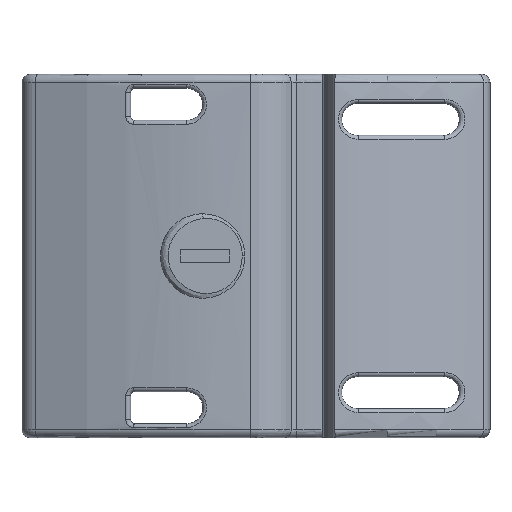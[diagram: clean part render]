
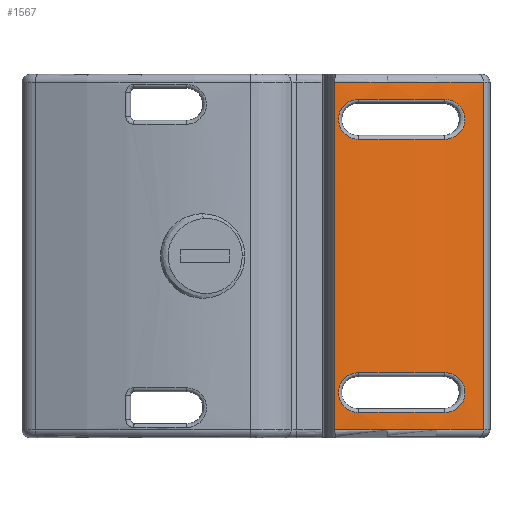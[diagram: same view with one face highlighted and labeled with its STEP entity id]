
A CAD part, front view. The second image highlights one B-rep face of the part: STEP entity #1567.
In plain terms, the highlighted cylindrical face has radius 76.2 mm (diameter 152.4 mm), a partial arc.
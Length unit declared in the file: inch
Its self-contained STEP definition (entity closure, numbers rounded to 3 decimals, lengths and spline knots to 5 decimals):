
#38=FACE_BOUND('',#428,.T.);
#39=FACE_BOUND('',#429,.T.);
#73=CYLINDRICAL_SURFACE('',#1743,3.);
#112=B_SPLINE_CURVE_WITH_KNOTS('',3,(#3376,#3377,#3378,#3379,#3380,#3381,
#3382,#3383,#3384,#3385),.UNSPECIFIED.,.F.,.F.,(4,1,1,1,1,1,1,4),(-1.38027,
-1.18309,-0.98591,-0.78873,-0.59154,
-0.39436,-0.19718,0.),.UNSPECIFIED.);
#113=B_SPLINE_CURVE_WITH_KNOTS('',3,(#3389,#3390,#3391,#3392,#3393,#3394,
#3395,#3396,#3397,#3398),.UNSPECIFIED.,.F.,.F.,(4,1,1,1,1,1,1,4),(-1.30055,
-1.11476,-0.92896,-0.74317,-0.55738,
-0.37159,-0.18579,0.),.UNSPECIFIED.);
#114=B_SPLINE_CURVE_WITH_KNOTS('',3,(#3402,#3403,#3404,#3405,#3406,#3407,
#3408,#3409,#3410),.UNSPECIFIED.,.F.,.F.,(4,1,1,1,1,1,4),(-1.38027,
-1.18309,-0.98591,-0.78873,-0.59154,
-0.19718,0.),.UNSPECIFIED.);
#115=B_SPLINE_CURVE_WITH_KNOTS('',3,(#3414,#3415,#3416,#3417,#3418,#3419,
#3420,#3421,#3422,#3423),.UNSPECIFIED.,.F.,.F.,(4,1,1,1,1,1,1,4),(-1.30055,
-1.11476,-0.92896,-0.74317,-0.55738,
-0.18579,-0.13934,0.),.UNSPECIFIED.);
#194=CIRCLE('',#1738,3.);
#197=CIRCLE('',#1742,3.);
#198=CIRCLE('',#1744,3.);
#199=CIRCLE('',#1745,3.);
#200=CIRCLE('',#1746,3.);
#201=CIRCLE('',#1747,3.);
#321=FACE_OUTER_BOUND('',#427,.T.);
#427=EDGE_LOOP('',(#1343,#1344,#1345,#1346));
#428=EDGE_LOOP('',(#1347,#1348,#1349,#1350));
#429=EDGE_LOOP('',(#1351,#1352,#1353,#1354));
#519=LINE('',#3314,#605);
#526=LINE('',#3373,#612);
#605=VECTOR('',#2116,1.);
#612=VECTOR('',#2155,0.3937);
#727=VERTEX_POINT('',#3300);
#728=VERTEX_POINT('',#3313);
#739=VERTEX_POINT('',#3365);
#740=VERTEX_POINT('',#3369);
#741=VERTEX_POINT('',#3374);
#742=VERTEX_POINT('',#3375);
#743=VERTEX_POINT('',#3386);
#744=VERTEX_POINT('',#3388);
#745=VERTEX_POINT('',#3400);
#746=VERTEX_POINT('',#3401);
#747=VERTEX_POINT('',#3411);
#748=VERTEX_POINT('',#3413);
#928=EDGE_CURVE('',#728,#727,#519,.T.);
#943=EDGE_CURVE('',#728,#739,#194,.T.);
#946=EDGE_CURVE('',#740,#727,#197,.T.);
#947=EDGE_CURVE('',#739,#740,#526,.T.);
#948=EDGE_CURVE('',#741,#742,#112,.T.);
#949=EDGE_CURVE('',#743,#741,#198,.T.);
#950=EDGE_CURVE('',#744,#743,#113,.T.);
#951=EDGE_CURVE('',#742,#744,#199,.T.);
#952=EDGE_CURVE('',#745,#746,#114,.T.);
#953=EDGE_CURVE('',#747,#745,#200,.T.);
#954=EDGE_CURVE('',#748,#747,#115,.T.);
#955=EDGE_CURVE('',#746,#748,#201,.T.);
#1343=ORIENTED_EDGE('',*,*,#928,.T.);
#1344=ORIENTED_EDGE('',*,*,#946,.F.);
#1345=ORIENTED_EDGE('',*,*,#947,.F.);
#1346=ORIENTED_EDGE('',*,*,#943,.F.);
#1347=ORIENTED_EDGE('',*,*,#948,.F.);
#1348=ORIENTED_EDGE('',*,*,#949,.F.);
#1349=ORIENTED_EDGE('',*,*,#950,.F.);
#1350=ORIENTED_EDGE('',*,*,#951,.F.);
#1351=ORIENTED_EDGE('',*,*,#952,.F.);
#1352=ORIENTED_EDGE('',*,*,#953,.F.);
#1353=ORIENTED_EDGE('',*,*,#954,.F.);
#1354=ORIENTED_EDGE('',*,*,#955,.F.);
#1567=ADVANCED_FACE('',(#321,#38,#39),#73,.T.);
#1738=AXIS2_PLACEMENT_3D('',#3366,#2143,#2144);
#1742=AXIS2_PLACEMENT_3D('',#3371,#2151,#2152);
#1743=AXIS2_PLACEMENT_3D('',#3372,#2153,#2154);
#1744=AXIS2_PLACEMENT_3D('',#3387,#2156,#2157);
#1745=AXIS2_PLACEMENT_3D('',#3399,#2158,#2159);
#1746=AXIS2_PLACEMENT_3D('',#3412,#2160,#2161);
#1747=AXIS2_PLACEMENT_3D('',#3424,#2162,#2163);
#2116=DIRECTION('',(0.,0.,-1.));
#2143=DIRECTION('center_axis',(0.,0.,
1.));
#2144=DIRECTION('ref_axis',(0.323,-0.946,0.));
#2151=DIRECTION('center_axis',(0.,0.,
-1.));
#2152=DIRECTION('ref_axis',(0.323,-0.946,0.));
#2153=DIRECTION('center_axis',(0.,0.,
-1.));
#2154=DIRECTION('ref_axis',(0.564,-0.826,0.));
#2155=DIRECTION('',(0.,0.,-1.));
#2156=DIRECTION('center_axis',(0.,0.,
1.));
#2157=DIRECTION('ref_axis',(0.343,-0.939,0.));
#2158=DIRECTION('center_axis',(0.,0.,
-1.));
#2159=DIRECTION('ref_axis',(0.343,-0.939,0.));
#2160=DIRECTION('center_axis',(0.,0.,
1.));
#2161=DIRECTION('ref_axis',(0.343,-0.939,0.));
#2162=DIRECTION('center_axis',(0.,0.,
-1.));
#2163=DIRECTION('ref_axis',(0.343,-0.939,0.));
#3300=CARTESIAN_POINT('',(-12.10031,8.3331,-2.52602));
#3313=CARTESIAN_POINT('',(-12.10031,8.3331,0.29698));
#3314=CARTESIAN_POINT('',(-12.10031,8.3331,0.57834));
#3365=CARTESIAN_POINT('',(-10.89551,8.81628,0.29698));
#3366=CARTESIAN_POINT('Origin',(-12.58815,11.29317,0.29698));
#3369=CARTESIAN_POINT('',(-10.89551,8.81628,-2.52602));
#3371=CARTESIAN_POINT('Origin',(-12.58815,11.29317,-2.52602));
#3372=CARTESIAN_POINT('Origin',(-12.58815,11.29317,0.35948));
#3373=CARTESIAN_POINT('',(-10.89551,8.81628,0.35948));
#3374=CARTESIAN_POINT('',(-11.20665,8.63019,-0.16677));
#3375=CARTESIAN_POINT('',(-11.20665,8.63019,0.15573));
#3376=CARTESIAN_POINT('Ctrl Pts',(-11.20665,8.63019,-0.16677));
#3377=CARTESIAN_POINT('Ctrl Pts',(-11.18343,8.64223,-0.16677));
#3378=CARTESIAN_POINT('Ctrl Pts',(-11.13736,8.66694,-0.15692));
#3379=CARTESIAN_POINT('Ctrl Pts',(-11.07885,8.70027,-0.11422));
#3380=CARTESIAN_POINT('Ctrl Pts',(-11.0423,8.72209,-0.04594));
#3381=CARTESIAN_POINT('Ctrl Pts',(-11.0422,8.72216,0.03498));
#3382=CARTESIAN_POINT('Ctrl Pts',(-11.07883,8.70029,0.10313));
#3383=CARTESIAN_POINT('Ctrl Pts',(-11.13734,8.66696,0.14589));
#3384=CARTESIAN_POINT('Ctrl Pts',(-11.18343,8.64223,0.15573));
#3385=CARTESIAN_POINT('Ctrl Pts',(-11.20665,8.63019,0.15573));
#3386=CARTESIAN_POINT('',(-11.90795,8.3713,-0.16677));
#3387=CARTESIAN_POINT('Origin',(-12.58815,11.29317,-0.16677));
#3388=CARTESIAN_POINT('',(-11.90795,8.3713,0.15573));
#3389=CARTESIAN_POINT('Ctrl Pts',(-11.90795,8.3713,0.15573));
#3390=CARTESIAN_POINT('Ctrl Pts',(-11.93195,8.36571,0.15573));
#3391=CARTESIAN_POINT('Ctrl Pts',(-11.9801,8.35516,0.14508));
#3392=CARTESIAN_POINT('Ctrl Pts',(-12.03908,8.34371,0.09934));
#3393=CARTESIAN_POINT('Ctrl Pts',(-12.07228,8.33785,0.03204));
#3394=CARTESIAN_POINT('Ctrl Pts',(-12.07227,8.33785,-0.04308));
#3395=CARTESIAN_POINT('Ctrl Pts',(-12.03908,8.34371,-0.11038));
#3396=CARTESIAN_POINT('Ctrl Pts',(-11.9801,8.35516,-0.15612));
#3397=CARTESIAN_POINT('Ctrl Pts',(-11.93195,8.36571,-0.16677));
#3398=CARTESIAN_POINT('Ctrl Pts',(-11.90795,8.3713,-0.16677));
#3399=CARTESIAN_POINT('Origin',(-12.58815,11.29317,0.15573));
#3400=CARTESIAN_POINT('',(-11.20665,8.63019,-2.38477));
#3401=CARTESIAN_POINT('',(-11.20665,8.63019,-2.06227));
#3402=CARTESIAN_POINT('Ctrl Pts',(-11.20665,8.63019,-2.38477));
#3403=CARTESIAN_POINT('Ctrl Pts',(-11.18343,8.64223,-2.38477));
#3404=CARTESIAN_POINT('Ctrl Pts',(-11.13735,8.66695,-2.37495));
#3405=CARTESIAN_POINT('Ctrl Pts',(-11.07889,8.70024,-2.33209));
#3406=CARTESIAN_POINT('Ctrl Pts',(-11.04223,8.72215,-2.26411));
#3407=CARTESIAN_POINT('Ctrl Pts',(-11.0424,8.72201,-2.15536));
#3408=CARTESIAN_POINT('Ctrl Pts',(-11.1147,8.679,-2.07589));
#3409=CARTESIAN_POINT('Ctrl Pts',(-11.18343,8.64223,-2.06227));
#3410=CARTESIAN_POINT('Ctrl Pts',(-11.20665,8.63019,-2.06227));
#3411=CARTESIAN_POINT('',(-11.90795,8.3713,-2.38477));
#3412=CARTESIAN_POINT('Origin',(-12.58815,11.29317,-2.38477));
#3413=CARTESIAN_POINT('',(-11.90795,8.3713,-2.06227));
#3414=CARTESIAN_POINT('Ctrl Pts',(-11.90795,8.3713,-2.06227));
#3415=CARTESIAN_POINT('Ctrl Pts',(-11.93195,8.36571,-2.06227));
#3416=CARTESIAN_POINT('Ctrl Pts',(-11.98007,8.35517,-2.07288));
#3417=CARTESIAN_POINT('Ctrl Pts',(-12.0391,8.34371,-2.11869));
#3418=CARTESIAN_POINT('Ctrl Pts',(-12.07214,8.33788,-2.18582));
#3419=CARTESIAN_POINT('Ctrl Pts',(-12.07249,8.33781,-2.28636));
#3420=CARTESIAN_POINT('Ctrl Pts',(-12.01752,8.34753,-2.35389));
#3421=CARTESIAN_POINT('Ctrl Pts',(-11.94993,8.36177,-2.38071));
#3422=CARTESIAN_POINT('Ctrl Pts',(-11.92595,8.36711,-2.38477));
#3423=CARTESIAN_POINT('Ctrl Pts',(-11.90795,8.3713,-2.38477));
#3424=CARTESIAN_POINT('Origin',(-12.58815,11.29317,-2.06227));
